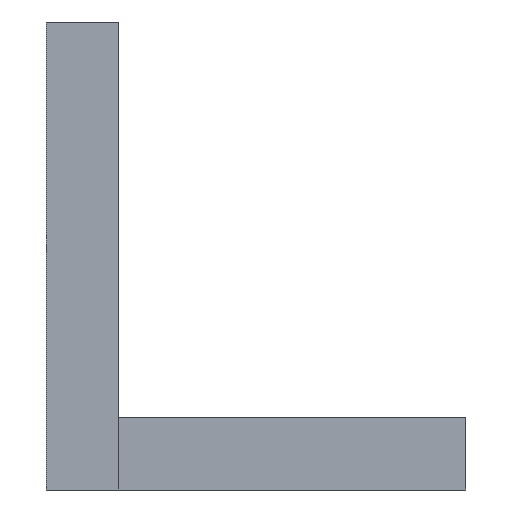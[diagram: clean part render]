
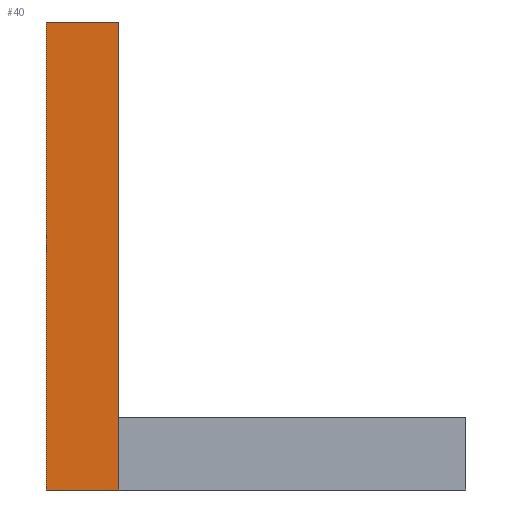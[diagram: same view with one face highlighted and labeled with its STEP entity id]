
A CAD part, left-side view. The second image highlights one B-rep face of the part: STEP entity #40.
In plain terms, the highlighted planar face has unit normal (-1, 0, 0).
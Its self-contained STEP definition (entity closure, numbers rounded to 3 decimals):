
#40=ADVANCED_FACE('',(#67),#295,.T.);
#67=FACE_OUTER_BOUND('',#114,.F.);
#114=EDGE_LOOP('',(#177,#178,#179,#180,#181));
#177=ORIENTED_EDGE('',*,*,#421,.F.);
#178=ORIENTED_EDGE('',*,*,#415,.F.);
#179=ORIENTED_EDGE('',*,*,#433,.F.);
#180=ORIENTED_EDGE('',*,*,#429,.T.);
#181=ORIENTED_EDGE('',*,*,#432,.T.);
#295=PLANE('',#602);
#313=LINE('',#867,#352);
#315=LINE('',#873,#354);
#319=LINE('',#881,#358);
#322=LINE('',#884,#361);
#323=LINE('',#885,#362);
#352=VECTOR('',#682,5.);
#354=VECTOR('',#692,27.388);
#358=VECTOR('',#704,32.388);
#361=VECTOR('',#707,5.);
#362=VECTOR('',#708,5.);
#415=EDGE_CURVE('',#508,#510,#313,.T.);
#421=EDGE_CURVE('',#510,#502,#315,.T.);
#429=EDGE_CURVE('',#496,#494,#319,.T.);
#432=EDGE_CURVE('',#494,#502,#322,.T.);
#433=EDGE_CURVE('',#496,#508,#323,.T.);
#494=VERTEX_POINT('',#797);
#496=VERTEX_POINT('',#799);
#502=VERTEX_POINT('',#805);
#508=VERTEX_POINT('',#811);
#510=VERTEX_POINT('',#813);
#602=AXIS2_PLACEMENT_3D('',#915,#743,#744);
#682=DIRECTION('',(0.,0.,1.));
#692=DIRECTION('',(0.,0.,1.));
#704=DIRECTION('',(0.,0.,1.));
#707=DIRECTION('',(0.,-1.,0.));
#708=DIRECTION('',(0.,-1.,0.));
#743=DIRECTION('',(-1.,0.,0.));
#744=DIRECTION('',(0.,0.,1.));
#797=CARTESIAN_POINT('',(-147.287,60.353,16.888));
#799=CARTESIAN_POINT('',(-147.287,60.353,-15.5));
#805=CARTESIAN_POINT('',(-147.287,55.353,16.888));
#811=CARTESIAN_POINT('',(-147.287,55.353,-15.5));
#813=CARTESIAN_POINT('',(-147.287,55.353,-10.5));
#867=CARTESIAN_POINT('',(-147.287,55.353,-15.5));
#873=CARTESIAN_POINT('',(-147.287,55.353,-10.5));
#881=CARTESIAN_POINT('',(-147.287,60.353,-15.5));
#884=CARTESIAN_POINT('',(-147.287,60.353,16.888));
#885=CARTESIAN_POINT('',(-147.287,60.353,-15.5));
#915=CARTESIAN_POINT('',(-147.287,55.03,-15.824));
